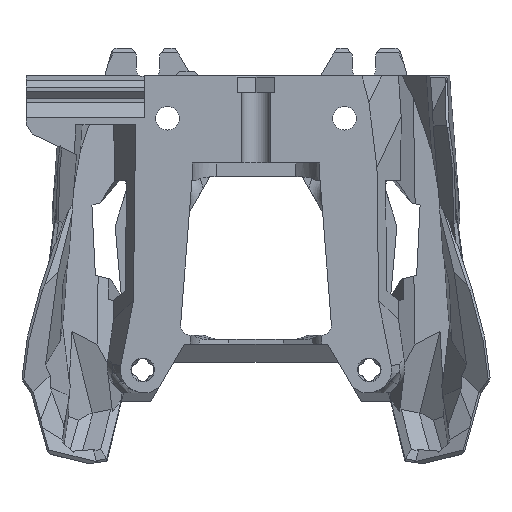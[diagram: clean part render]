
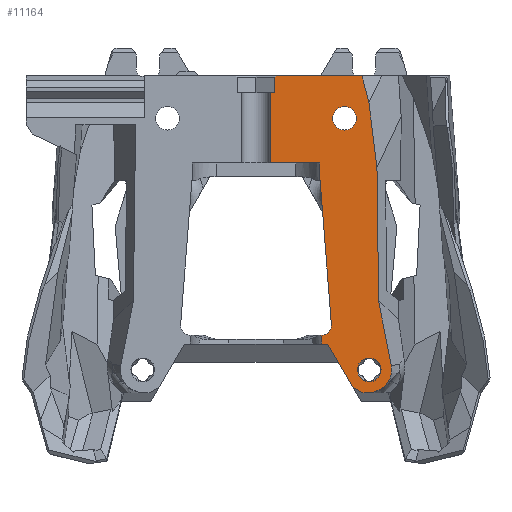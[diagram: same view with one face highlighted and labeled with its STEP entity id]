
A CAD part, front view. The second image highlights one B-rep face of the part: STEP entity #11164.
In plain terms, the highlighted planar face has unit normal (0, -1, 0).
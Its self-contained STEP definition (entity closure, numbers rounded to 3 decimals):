
#159=FACE_BOUND('',#4115,.T.);
#160=FACE_BOUND('',#4116,.T.);
#190=ELLIPSE('',#11793,4.024,4.);
#293=LINE('',#15632,#1682);
#438=LINE('',#16002,#1827);
#439=LINE('',#16004,#1828);
#440=LINE('',#16006,#1829);
#441=LINE('',#16008,#1830);
#442=LINE('',#16010,#1831);
#443=LINE('',#16012,#1832);
#444=LINE('',#16014,#1833);
#445=LINE('',#16016,#1834);
#446=LINE('',#16017,#1835);
#447=LINE('',#16019,#1836);
#448=LINE('',#16023,#1837);
#449=LINE('',#16025,#1838);
#450=LINE('',#16027,#1839);
#451=LINE('',#16029,#1840);
#452=LINE('',#16031,#1841);
#453=LINE('',#16044,#1842);
#454=LINE('',#16045,#1843);
#1682=VECTOR('',#12594,10.);
#1827=VECTOR('',#12827,10.);
#1828=VECTOR('',#12828,10.);
#1829=VECTOR('',#12829,10.);
#1830=VECTOR('',#12830,10.);
#1831=VECTOR('',#12831,10.);
#1832=VECTOR('',#12832,10.);
#1833=VECTOR('',#12833,10.);
#1834=VECTOR('',#12834,10.);
#1835=VECTOR('',#12835,10.);
#1836=VECTOR('',#12836,10.);
#1837=VECTOR('',#12839,10.);
#1838=VECTOR('',#12840,10.);
#1839=VECTOR('',#12841,10.);
#1840=VECTOR('',#12842,10.);
#1841=VECTOR('',#12843,10.);
#1842=VECTOR('',#12848,10.);
#1843=VECTOR('',#12849,10.);
#3050=PLANE('',#11791);
#3525=FACE_OUTER_BOUND('',#4114,.T.);
#4114=EDGE_LOOP('',(#8034,#8035,#8036,#8037,#8038,#8039,#8040,#8041,#8042,
#8043,#8044,#8045,#8046,#8047,#8048,#8049,#8050,#8051,#8052,#8053,#8054,
#8055));
#4115=EDGE_LOOP('',(#8056));
#4116=EDGE_LOOP('',(#8057));
#4700=CIRCLE('',#11792,1.5);
#4701=CIRCLE('',#11794,3.218);
#4702=CIRCLE('',#11795,1.7);
#4703=CIRCLE('',#11796,1.7);
#4834=B_SPLINE_CURVE_WITH_KNOTS('',3,(#16033,#16034,#16035,#16036,#16037,
#16038),.UNSPECIFIED.,.F.,.F.,(4,2,4),(0.,0.014,
0.028),.UNSPECIFIED.);
#4980=VERTEX_POINT('',#15629);
#4981=VERTEX_POINT('',#15631);
#5125=VERTEX_POINT('',#16000);
#5126=VERTEX_POINT('',#16001);
#5127=VERTEX_POINT('',#16003);
#5128=VERTEX_POINT('',#16005);
#5129=VERTEX_POINT('',#16007);
#5130=VERTEX_POINT('',#16009);
#5131=VERTEX_POINT('',#16011);
#5132=VERTEX_POINT('',#16013);
#5133=VERTEX_POINT('',#16015);
#5134=VERTEX_POINT('',#16018);
#5135=VERTEX_POINT('',#16020);
#5136=VERTEX_POINT('',#16022);
#5137=VERTEX_POINT('',#16024);
#5138=VERTEX_POINT('',#16026);
#5139=VERTEX_POINT('',#16028);
#5140=VERTEX_POINT('',#16030);
#5141=VERTEX_POINT('',#16032);
#5142=VERTEX_POINT('',#16039);
#5143=VERTEX_POINT('',#16041);
#5144=VERTEX_POINT('',#16043);
#5145=VERTEX_POINT('',#16046);
#5146=VERTEX_POINT('',#16048);
#6091=EDGE_CURVE('',#4980,#4981,#293,.T.);
#6259=EDGE_CURVE('',#5125,#5126,#438,.F.);
#6260=EDGE_CURVE('',#5125,#5127,#439,.T.);
#6261=EDGE_CURVE('',#5128,#5127,#440,.T.);
#6262=EDGE_CURVE('',#5128,#5129,#441,.T.);
#6263=EDGE_CURVE('',#5129,#5130,#442,.T.);
#6264=EDGE_CURVE('',#5130,#5131,#443,.T.);
#6265=EDGE_CURVE('',#5131,#5132,#444,.F.);
#6266=EDGE_CURVE('',#5132,#5133,#445,.T.);
#6267=EDGE_CURVE('',#4981,#5133,#446,.T.);
#6268=EDGE_CURVE('',#4980,#5134,#447,.T.);
#6269=EDGE_CURVE('',#5135,#5134,#4700,.T.);
#6270=EDGE_CURVE('',#5135,#5136,#448,.T.);
#6271=EDGE_CURVE('',#5137,#5136,#449,.T.);
#6272=EDGE_CURVE('',#5138,#5137,#450,.T.);
#6273=EDGE_CURVE('',#5139,#5138,#451,.T.);
#6274=EDGE_CURVE('',#5140,#5139,#452,.T.);
#6275=EDGE_CURVE('',#5141,#5140,#4834,.F.);
#6276=EDGE_CURVE('',#5142,#5141,#190,.T.);
#6277=EDGE_CURVE('',#5143,#5142,#4701,.T.);
#6278=EDGE_CURVE('',#5143,#5144,#453,.T.);
#6279=EDGE_CURVE('',#5144,#5126,#454,.T.);
#6280=EDGE_CURVE('',#5145,#5145,#4702,.T.);
#6281=EDGE_CURVE('',#5146,#5146,#4703,.T.);
#8034=ORIENTED_EDGE('',*,*,#6259,.F.);
#8035=ORIENTED_EDGE('',*,*,#6260,.T.);
#8036=ORIENTED_EDGE('',*,*,#6261,.F.);
#8037=ORIENTED_EDGE('',*,*,#6262,.T.);
#8038=ORIENTED_EDGE('',*,*,#6263,.T.);
#8039=ORIENTED_EDGE('',*,*,#6264,.T.);
#8040=ORIENTED_EDGE('',*,*,#6265,.T.);
#8041=ORIENTED_EDGE('',*,*,#6266,.T.);
#8042=ORIENTED_EDGE('',*,*,#6267,.F.);
#8043=ORIENTED_EDGE('',*,*,#6091,.F.);
#8044=ORIENTED_EDGE('',*,*,#6268,.T.);
#8045=ORIENTED_EDGE('',*,*,#6269,.F.);
#8046=ORIENTED_EDGE('',*,*,#6270,.T.);
#8047=ORIENTED_EDGE('',*,*,#6271,.F.);
#8048=ORIENTED_EDGE('',*,*,#6272,.F.);
#8049=ORIENTED_EDGE('',*,*,#6273,.F.);
#8050=ORIENTED_EDGE('',*,*,#6274,.F.);
#8051=ORIENTED_EDGE('',*,*,#6275,.F.);
#8052=ORIENTED_EDGE('',*,*,#6276,.F.);
#8053=ORIENTED_EDGE('',*,*,#6277,.F.);
#8054=ORIENTED_EDGE('',*,*,#6278,.T.);
#8055=ORIENTED_EDGE('',*,*,#6279,.T.);
#8056=ORIENTED_EDGE('',*,*,#6280,.F.);
#8057=ORIENTED_EDGE('',*,*,#6281,.T.);
#11164=ADVANCED_FACE('',(#3525,#159,#160),#3050,.F.);
#11791=AXIS2_PLACEMENT_3D('',#15999,#12825,#12826);
#11792=AXIS2_PLACEMENT_3D('',#16021,#12837,#12838);
#11793=AXIS2_PLACEMENT_3D('',#16040,#12844,#12845);
#11794=AXIS2_PLACEMENT_3D('',#16042,#12846,#12847);
#11795=AXIS2_PLACEMENT_3D('',#16047,#12850,#12851);
#11796=AXIS2_PLACEMENT_3D('',#16049,#12852,#12853);
#12594=DIRECTION('',(-1.,0.,0.));
#12825=DIRECTION('center_axis',(0.,1.,0.));
#12826=DIRECTION('ref_axis',(0.,0.,
1.));
#12827=DIRECTION('',(-0.123,0.,0.992));
#12828=DIRECTION('',(-0.247,0.,0.969));
#12829=DIRECTION('',(1.,0.,0.));
#12830=DIRECTION('',(-0.707,0.,-0.707));
#12831=DIRECTION('',(0.,0.,-1.));
#12832=DIRECTION('',(-1.,0.,0.));
#12833=DIRECTION('',(0.,0.,1.));
#12834=DIRECTION('',(1.,0.,0.));
#12835=DIRECTION('',(0.,0.,1.));
#12836=DIRECTION('',(0.078,0.,-0.997));
#12837=DIRECTION('center_axis',(0.,-1.,0.));
#12838=DIRECTION('ref_axis',(0.734,0.,-0.679));
#12839=DIRECTION('',(0.097,0.,-0.995));
#12840=DIRECTION('',(-1.,0.,0.));
#12841=DIRECTION('',(-0.5,0.,0.866));
#12842=DIRECTION('',(-0.866,0.,0.5));
#12843=DIRECTION('',(-1.,0.,0.));
#12844=DIRECTION('center_axis',(0.,1.,0.));
#12845=DIRECTION('ref_axis',(1.,0.,0.));
#12846=DIRECTION('center_axis',(0.,1.,0.));
#12847=DIRECTION('ref_axis',(-0.445,0.,0.895));
#12848=DIRECTION('',(-0.191,0.,0.982));
#12849=DIRECTION('',(-0.012,0.,1.));
#12850=DIRECTION('center_axis',(0.,-1.,0.));
#12851=DIRECTION('ref_axis',(-1.,0.,0.));
#12852=DIRECTION('center_axis',(0.,1.,0.));
#12853=DIRECTION('ref_axis',(0.,0.,
-1.));
#15629=CARTESIAN_POINT('',(9.2,0.,46.446));
#15631=CARTESIAN_POINT('',(9.15,0.,46.446));
#15632=CARTESIAN_POINT('',(1.795,0.,46.446));
#15999=CARTESIAN_POINT('Origin',(16.698,0.,
31.934));
#16000=CARTESIAN_POINT('',(16.206,0.,57.628));
#16001=CARTESIAN_POINT('',(17.36,0.,48.343));
#16002=CARTESIAN_POINT('',(18.412,0.,39.881));
#16003=CARTESIAN_POINT('',(15.218,0.,61.5));
#16004=CARTESIAN_POINT('',(21.217,0.,37.979));
#16005=CARTESIAN_POINT('',(2.9,0.,61.5));
#16006=CARTESIAN_POINT('',(-19.733,0.,61.5));
#16007=CARTESIAN_POINT('',(2.7,0.,61.3));
#16008=CARTESIAN_POINT('',(-1.142,0.,57.458));
#16009=CARTESIAN_POINT('',(2.7,0.,59.1));
#16010=CARTESIAN_POINT('',(2.7,0.,45.517));
#16011=CARTESIAN_POINT('',(2.05,0.,59.1));
#16012=CARTESIAN_POINT('',(8.349,0.,59.1));
#16013=CARTESIAN_POINT('',(2.05,0.,49.));
#16014=CARTESIAN_POINT('',(2.05,0.,49.));
#16015=CARTESIAN_POINT('',(9.15,0.,49.));
#16016=CARTESIAN_POINT('',(8.349,0.,49.));
#16017=CARTESIAN_POINT('',(9.15,0.,49.));
#16018=CARTESIAN_POINT('',(10.82,0.,25.868));
#16019=CARTESIAN_POINT('',(9.791,0.,38.941));
#16020=CARTESIAN_POINT('',(9.321,0.,24.25));
#16021=CARTESIAN_POINT('Origin',(9.324,0.,
25.75));
#16022=CARTESIAN_POINT('',(9.439,0.,23.));
#16023=CARTESIAN_POINT('',(7.939,0.,38.375));
#16024=CARTESIAN_POINT('',(10.304,0.,23.));
#16025=CARTESIAN_POINT('',(-8.349,0.,23.));
#16026=CARTESIAN_POINT('',(13.845,0.,16.867));
#16027=CARTESIAN_POINT('',(14.395,0.,15.915));
#16028=CARTESIAN_POINT('',(15.345,0.,16.001));
#16029=CARTESIAN_POINT('',(14.945,0.,16.232));
#16030=CARTESIAN_POINT('',(16.169,0.,16.001));
#16031=CARTESIAN_POINT('',(23.667,0.,16.001));
#16032=CARTESIAN_POINT('',(16.447,0.,16.041));
#16033=CARTESIAN_POINT('Ctrl Pts',(16.169,0.,
16.001));
#16034=CARTESIAN_POINT('Ctrl Pts',(16.215,0.,
16.008));
#16035=CARTESIAN_POINT('Ctrl Pts',(16.261,0.,
16.015));
#16036=CARTESIAN_POINT('Ctrl Pts',(16.354,0.,
16.028));
#16037=CARTESIAN_POINT('Ctrl Pts',(16.4,0.,
16.034));
#16038=CARTESIAN_POINT('Ctrl Pts',(16.447,0.,
16.041));
#16039=CARTESIAN_POINT('',(17.977,0.,16.585));
#16040=CARTESIAN_POINT('Origin',(15.883,0.,
20.001));
#16041=CARTESIAN_POINT('',(19.409,0.,19.917));
#16042=CARTESIAN_POINT('Origin',(16.25,0.,
19.301));
#16043=CARTESIAN_POINT('',(17.594,0.,29.227));
#16044=CARTESIAN_POINT('',(18.231,0.,25.96));
#16045=CARTESIAN_POINT('',(17.52,0.,35.291));
#16046=CARTESIAN_POINT('',(17.95,0.,19.301));
#16047=CARTESIAN_POINT('Origin',(16.25,0.,
19.301));
#16048=CARTESIAN_POINT('',(12.7,0.,57.124));
#16049=CARTESIAN_POINT('Origin',(12.7,0.,
55.424));
